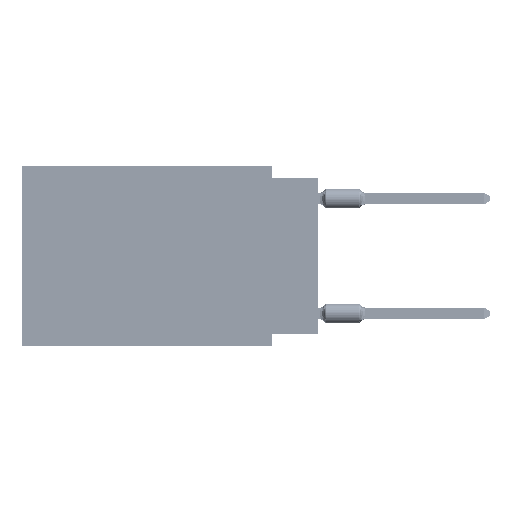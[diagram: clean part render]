
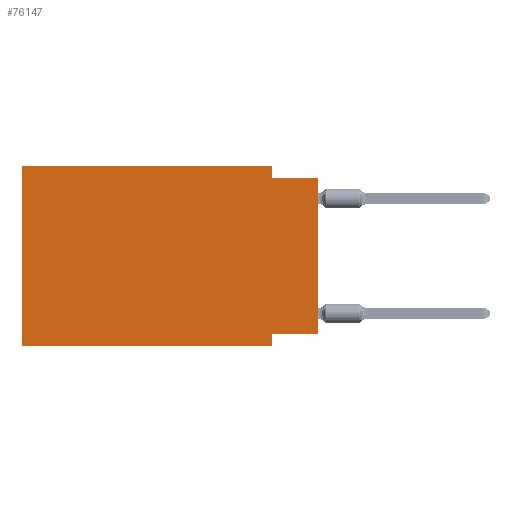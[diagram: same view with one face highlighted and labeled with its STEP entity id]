
A CAD part, left-side view. The second image highlights one B-rep face of the part: STEP entity #76147.
In plain terms, the highlighted planar face has unit normal (-1, 0, 0).
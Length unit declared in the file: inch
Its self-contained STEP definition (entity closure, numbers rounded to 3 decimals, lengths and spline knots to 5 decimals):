
#634 = ORIENTED_EDGE ( 'NONE', *, *, #3654, .F. ) ;
#653 = VERTEX_POINT ( 'NONE', #3764 ) ;
#1486 = CARTESIAN_POINT ( 'NONE',  ( 0., 0.1, -0.025 ) ) ;
#1971 = EDGE_CURVE ( 'NONE', #30506, #653, #64966, .T. ) ;
#3654 = EDGE_CURVE ( 'NONE', #22268, #653, #52959, .T. ) ;
#3764 = CARTESIAN_POINT ( 'NONE',  ( 0., 0.1, -0.39 ) ) ;
#4868 = CARTESIAN_POINT ( 'NONE',  ( 0., 0.645, -0.39 ) ) ;
#5646 = AXIS2_PLACEMENT_3D ( 'NONE', #48663, #7164, #82383 ) ;
#7164 = DIRECTION ( 'NONE',  ( 1., 0., 0. ) ) ;
#7194 = EDGE_CURVE ( 'NONE', #27395, #78133, #75356, .T. ) ;
#7353 = CARTESIAN_POINT ( 'NONE',  ( 0., 0., -0.365 ) ) ;
#7800 = ORIENTED_EDGE ( 'NONE', *, *, #76422, .F. ) ;
#9825 = DIRECTION ( 'NONE',  ( 0., -1., 0. ) ) ;
#9918 = VECTOR ( 'NONE', #66016, 39.37008 ) ;
#10729 = VECTOR ( 'NONE', #77494, 39.37008 ) ;
#10908 = CARTESIAN_POINT ( 'NONE',  ( 0., 0.645, 0. ) ) ;
#11228 = CARTESIAN_POINT ( 'NONE',  ( 0., 0., 0. ) ) ;
#12842 = LINE ( 'NONE', #7353, #70127 ) ;
#13005 = CARTESIAN_POINT ( 'NONE',  ( 0., 0.645, 0. ) ) ;
#13133 = EDGE_LOOP ( 'NONE', ( #61574, #51710, #36565, #47524, #7800, #42123, #634, #83184 ) ) ;
#14547 = CARTESIAN_POINT ( 'NONE',  ( 0., 0.1, 0. ) ) ;
#17239 = CARTESIAN_POINT ( 'NONE',  ( 0., 0., -0.025 ) ) ;
#17414 = CARTESIAN_POINT ( 'NONE',  ( 0., 0.1, -0.365 ) ) ;
#17881 = VECTOR ( 'NONE', #9825, 39.37008 ) ;
#21301 = VERTEX_POINT ( 'NONE', #10908 ) ;
#21452 = DIRECTION ( 'NONE',  ( 0., 1., 0. ) ) ;
#22268 = VERTEX_POINT ( 'NONE', #17414 ) ;
#24396 = CARTESIAN_POINT ( 'NONE',  ( 0., 0.645, -0.39 ) ) ;
#24417 = VECTOR ( 'NONE', #39489, 39.37008 ) ;
#27395 = VERTEX_POINT ( 'NONE', #14547 ) ;
#30506 = VERTEX_POINT ( 'NONE', #4868 ) ;
#32419 = EDGE_CURVE ( 'NONE', #78133, #55268, #79672, .T. ) ;
#36565 = ORIENTED_EDGE ( 'NONE', *, *, #7194, .F. ) ;
#39489 = DIRECTION ( 'NONE',  ( 0., 0., 1. ) ) ;
#42123 = ORIENTED_EDGE ( 'NONE', *, *, #1971, .T. ) ;
#44944 = VECTOR ( 'NONE', #54019, 39.37008 ) ;
#44995 = CARTESIAN_POINT ( 'NONE',  ( 0., 0., -0.025 ) ) ;
#47524 = ORIENTED_EDGE ( 'NONE', *, *, #53064, .F. ) ;
#48663 = CARTESIAN_POINT ( 'NONE',  ( 0., 0.645, 0. ) ) ;
#51710 = ORIENTED_EDGE ( 'NONE', *, *, #32419, .F. ) ;
#52959 = LINE ( 'NONE', #88037, #10729 ) ;
#53062 = CARTESIAN_POINT ( 'NONE',  ( 0., 0.1, 0. ) ) ;
#53064 = EDGE_CURVE ( 'NONE', #21301, #27395, #68392, .T. ) ;
#54019 = DIRECTION ( 'NONE',  ( 0., 0., 1. ) ) ;
#54590 = FACE_OUTER_BOUND ( 'NONE', #13133, .T. ) ;
#55268 = VERTEX_POINT ( 'NONE', #44995 ) ;
#60859 = LINE ( 'NONE', #13005, #44944 ) ;
#61574 = ORIENTED_EDGE ( 'NONE', *, *, #64806, .T. ) ;
#62656 = VERTEX_POINT ( 'NONE', #66056 ) ;
#64806 = EDGE_CURVE ( 'NONE', #62656, #55268, #73675, .T. ) ;
#64966 = LINE ( 'NONE', #24396, #17881 ) ;
#66016 = DIRECTION ( 'NONE',  ( 0., -1., 0. ) ) ;
#66056 = CARTESIAN_POINT ( 'NONE',  ( 0., 0., -0.365 ) ) ;
#68392 = LINE ( 'NONE', #87564, #89640 ) ;
#70127 = VECTOR ( 'NONE', #21452, 39.37008 ) ;
#70241 = VECTOR ( 'NONE', #80855, 39.37008 ) ;
#71657 = EDGE_CURVE ( 'NONE', #62656, #22268, #12842, .T. ) ;
#73675 = LINE ( 'NONE', #11228, #24417 ) ;
#75356 = LINE ( 'NONE', #53062, #70241 ) ;
#76147 = ADVANCED_FACE ( 'NONE', ( #54590 ), #89652, .F. ) ;
#76422 = EDGE_CURVE ( 'NONE', #30506, #21301, #60859, .T. ) ;
#77494 = DIRECTION ( 'NONE',  ( 0., 0., -1. ) ) ;
#78133 = VERTEX_POINT ( 'NONE', #1486 ) ;
#79672 = LINE ( 'NONE', #17239, #9918 ) ;
#80855 = DIRECTION ( 'NONE',  ( 0., 0., -1. ) ) ;
#82383 = DIRECTION ( 'NONE',  ( 0., 0., -1. ) ) ;
#83184 = ORIENTED_EDGE ( 'NONE', *, *, #71657, .F. ) ;
#87564 = CARTESIAN_POINT ( 'NONE',  ( 0., 0.645, 0. ) ) ;
#88037 = CARTESIAN_POINT ( 'NONE',  ( 0., 0.1, -0.39 ) ) ;
#88910 = DIRECTION ( 'NONE',  ( 0., -1., 0. ) ) ;
#89640 = VECTOR ( 'NONE', #88910, 39.37008 ) ;
#89652 = PLANE ( 'NONE',  #5646 ) ;
